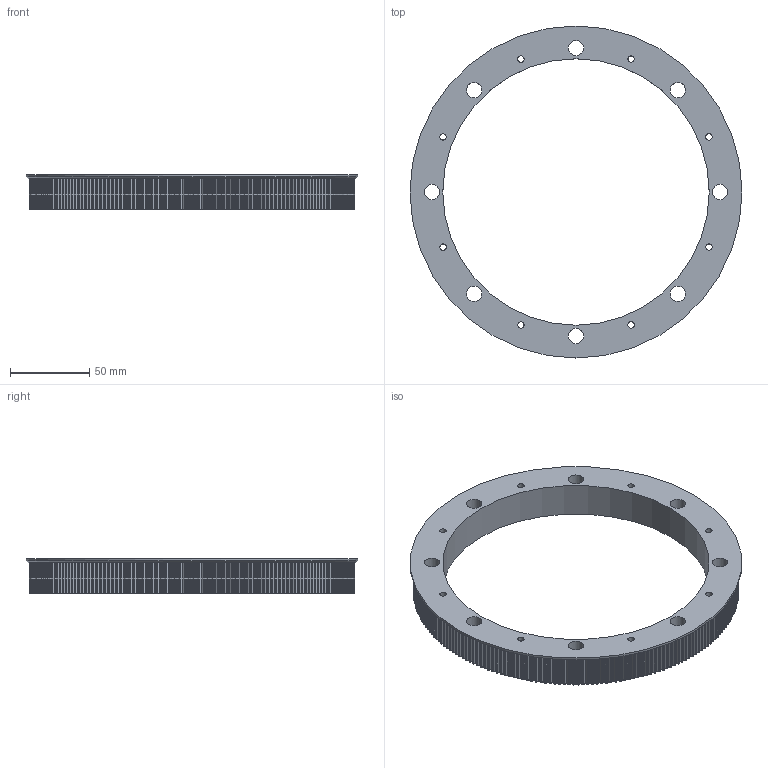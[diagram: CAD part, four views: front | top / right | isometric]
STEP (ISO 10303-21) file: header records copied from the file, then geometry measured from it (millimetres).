
FILE_DESCRIPTION(/* description */ ('STEP AP214'),/* implementation_level */ '2;1');
FILE_NAME(/* name */ 'HTD Pulley 20mm.stp',/* time_stamp */ '2021-08-02T10:43:02+01:00',/* author */ ('ferrerx'),/* organization */ (''),/* preprocessor_version */ 'ST-DEVELOPER v18',/* originating_system */ 'Autodesk Inventor 2020',/* authorisation */ ' ');
FILE_SCHEMA (('AUTOMOTIVE_DESIGN { 1 0 10303 214 3 1 1 }'));
Length unit declared in the file: metre
Products named in the file (1): HTD Pulley 20mm
Bounding box: 209.36 x 209.36 x 22 mm (x, y, z)
Volume: 220880 mm3; surface area: 61682.8 mm2
Topology: 1 solids, 1 shells, 1318 faces, 3954 edges, 2639 vertices
Faces by surface type: cylinder 1314, plane 3, cone 1
Full cylindrical faces by diameter (mm): 4 x8, 9.7 x8, 168 x1, 209.36 x1
Entity records: 46267 total; most frequent: DIRECTION 9231, CARTESIAN_POINT 7912, ORIENTED_EDGE 7908, AXIS2_PLACEMENT_3D 3958, EDGE_CURVE 3954, CIRCLE 2639, VERTEX_POINT 2639, EDGE_LOOP 1353
